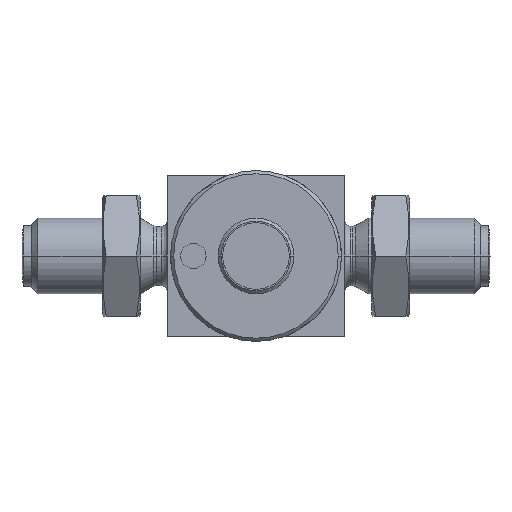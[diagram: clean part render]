
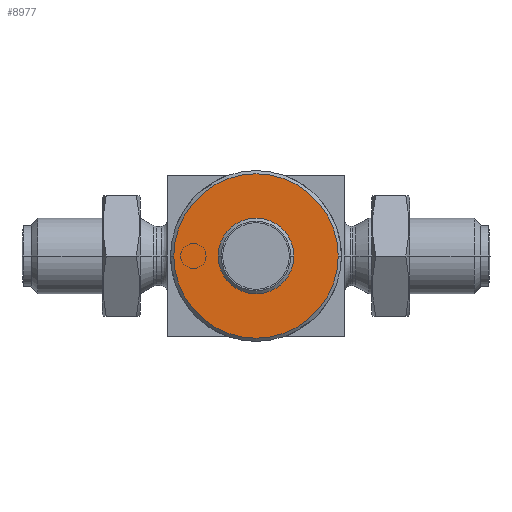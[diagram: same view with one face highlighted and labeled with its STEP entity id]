
A CAD part, left-side view. The second image highlights one B-rep face of the part: STEP entity #8977.
In plain terms, the highlighted free-form (B-spline) face has degree [1, 1] with [2, 2] control points.
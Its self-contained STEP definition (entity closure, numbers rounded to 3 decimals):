
#7593=CARTESIAN_POINT('',(-65.25,0.,0.));
#7594=DIRECTION('',(-1.,0.,0.));
#7595=DIRECTION('',(0.,-1.,0.));
#7596=AXIS2_PLACEMENT_3D('',#7593,#7594,#7595);
#7598=CARTESIAN_POINT('',(-65.25,0.,0.));
#7599=DIRECTION('',(1.,0.,0.));
#7600=DIRECTION('',(0.,-1.,0.));
#7601=AXIS2_PLACEMENT_3D('',#7598,#7599,#7600);
#7603=CARTESIAN_POINT('',(-65.25,0.,0.));
#7604=DIRECTION('',(-1.,0.,0.));
#7605=DIRECTION('',(0.,-1.,0.));
#7606=AXIS2_PLACEMENT_3D('',#7603,#7604,#7605);
#7608=CARTESIAN_POINT('',(-65.25,0.,0.));
#7609=DIRECTION('',(1.,0.,0.));
#7610=DIRECTION('',(0.,-1.,0.));
#7611=AXIS2_PLACEMENT_3D('',#7608,#7609,#7610);
#7919=CARTESIAN_POINT('',(-65.25,-5.8,0.));
#7920=VERTEX_POINT('',#7919);
#7927=CARTESIAN_POINT('',(-65.25,5.8,0.));
#7928=VERTEX_POINT('',#7927);
#7942=CARTESIAN_POINT('',(-65.25,-13.,0.));
#7944=VERTEX_POINT('',#7942);
#7946=CARTESIAN_POINT('',(-65.25,13.,0.));
#7948=VERTEX_POINT('',#7946);
#8962=CARTESIAN_POINT('',(-65.25,-13.52,-13.52));
#8963=CARTESIAN_POINT('',(-65.25,-13.52,13.52));
#8964=CARTESIAN_POINT('',(-65.25,13.52,-13.52));
#8965=CARTESIAN_POINT('',(-65.25,13.52,13.52));
#8966=B_SPLINE_SURFACE_WITH_KNOTS('',1,1,((#8962,#8963),(#8964,#8965)),
.UNSPECIFIED.,.F.,.F.,.F.,(2,2),(2,2),(-13.52,13.52),(-13.52,13.52),
.UNSPECIFIED.);
#8967=ORIENTED_EDGE('',*,*,#8948,.F.);
#8968=ORIENTED_EDGE('',*,*,#8916,.T.);
#8969=EDGE_LOOP('',(#8967,#8968));
#8970=FACE_OUTER_BOUND('',#8969,.F.);
#8972=ORIENTED_EDGE('',*,*,#8971,.T.);
#8974=ORIENTED_EDGE('',*,*,#8973,.F.);
#8975=EDGE_LOOP('',(#8972,#8974));
#8976=FACE_BOUND('',#8975,.F.);
#7597=CIRCLE('',#7596,13.);
#7602=CIRCLE('',#7601,13.);
#7607=CIRCLE('',#7606,5.8);
#7612=CIRCLE('',#7611,5.8);
#8916=EDGE_CURVE('',#7944,#7948,#7602,.T.);
#8948=EDGE_CURVE('',#7944,#7948,#7597,.T.);
#8971=EDGE_CURVE('',#7920,#7928,#7607,.T.);
#8973=EDGE_CURVE('',#7920,#7928,#7612,.T.);
#8977=ADVANCED_FACE('',(#8970,#8976),#8966,.F.);
